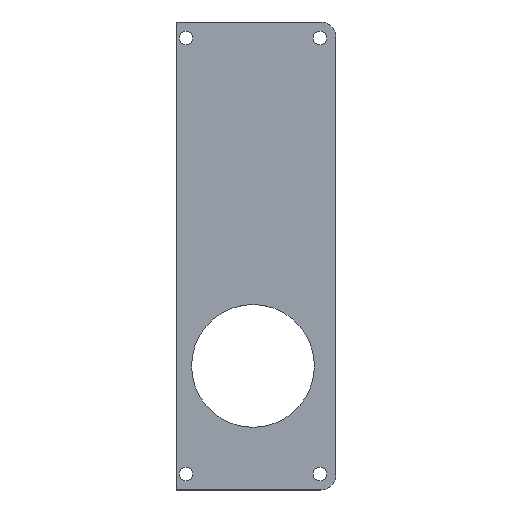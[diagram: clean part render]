
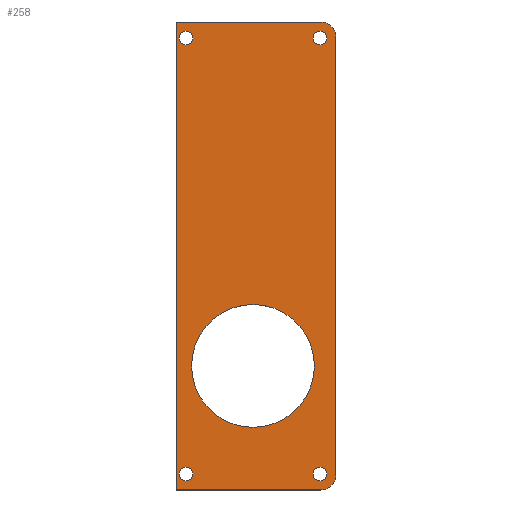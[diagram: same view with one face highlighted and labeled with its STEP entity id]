
A CAD part, top view. The second image highlights one B-rep face of the part: STEP entity #258.
In plain terms, the highlighted planar face has unit normal (0, 0, 1).
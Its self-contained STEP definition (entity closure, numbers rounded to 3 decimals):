
#15=FACE_BOUND('',#56,.T.);
#16=FACE_BOUND('',#57,.T.);
#17=FACE_BOUND('',#58,.T.);
#18=FACE_BOUND('',#59,.T.);
#19=FACE_BOUND('',#60,.T.);
#29=PLANE('',#299);
#42=FACE_OUTER_BOUND('',#55,.T.);
#55=EDGE_LOOP('',(#218,#219,#220,#221,#222,#223));
#56=EDGE_LOOP('',(#224));
#57=EDGE_LOOP('',(#225));
#58=EDGE_LOOP('',(#226));
#59=EDGE_LOOP('',(#227));
#60=EDGE_LOOP('',(#228));
#75=LINE('',#420,#94);
#79=LINE('',#432,#98);
#82=LINE('',#438,#101);
#85=LINE('',#442,#104);
#94=VECTOR('',#349,10.);
#98=VECTOR('',#361,10.);
#101=VECTOR('',#366,10.);
#104=VECTOR('',#371,10.);
#105=CIRCLE('',#275,10.);
#107=CIRCLE('',#278,1.1);
#109=CIRCLE('',#281,1.1);
#111=CIRCLE('',#284,1.1);
#113=CIRCLE('',#287,1.1);
#116=CIRCLE('',#291,2.5);
#118=CIRCLE('',#295,2.5);
#119=VERTEX_POINT('',#378);
#121=VERTEX_POINT('',#384);
#123=VERTEX_POINT('',#390);
#125=VERTEX_POINT('',#396);
#127=VERTEX_POINT('',#402);
#131=VERTEX_POINT('',#411);
#132=VERTEX_POINT('',#413);
#134=VERTEX_POINT('',#419);
#136=VERTEX_POINT('',#425);
#138=VERTEX_POINT('',#431);
#140=VERTEX_POINT('',#437);
#141=EDGE_CURVE('',#119,#119,#105,.T.);
#144=EDGE_CURVE('',#121,#121,#107,.T.);
#147=EDGE_CURVE('',#123,#123,#109,.T.);
#150=EDGE_CURVE('',#125,#125,#111,.T.);
#153=EDGE_CURVE('',#127,#127,#113,.T.);
#158=EDGE_CURVE('',#132,#131,#116,.T.);
#161=EDGE_CURVE('',#134,#132,#75,.T.);
#164=EDGE_CURVE('',#136,#134,#118,.T.);
#167=EDGE_CURVE('',#138,#136,#79,.T.);
#170=EDGE_CURVE('',#140,#138,#82,.T.);
#173=EDGE_CURVE('',#131,#140,#85,.T.);
#218=ORIENTED_EDGE('',*,*,#173,.T.);
#219=ORIENTED_EDGE('',*,*,#170,.T.);
#220=ORIENTED_EDGE('',*,*,#167,.T.);
#221=ORIENTED_EDGE('',*,*,#164,.T.);
#222=ORIENTED_EDGE('',*,*,#161,.T.);
#223=ORIENTED_EDGE('',*,*,#158,.T.);
#224=ORIENTED_EDGE('',*,*,#153,.T.);
#225=ORIENTED_EDGE('',*,*,#150,.T.);
#226=ORIENTED_EDGE('',*,*,#147,.T.);
#227=ORIENTED_EDGE('',*,*,#144,.T.);
#228=ORIENTED_EDGE('',*,*,#141,.T.);
#258=ADVANCED_FACE('',(#42,#15,#16,#17,#18,#19),#29,.T.);
#275=AXIS2_PLACEMENT_3D('',#379,#305,#306);
#278=AXIS2_PLACEMENT_3D('',#385,#312,#313);
#281=AXIS2_PLACEMENT_3D('',#391,#319,#320);
#284=AXIS2_PLACEMENT_3D('',#397,#326,#327);
#287=AXIS2_PLACEMENT_3D('',#403,#333,#334);
#291=AXIS2_PLACEMENT_3D('',#414,#343,#344);
#295=AXIS2_PLACEMENT_3D('',#426,#355,#356);
#299=AXIS2_PLACEMENT_3D('',#443,#372,#373);
#305=DIRECTION('center_axis',(0.,0.,-1.));
#306=DIRECTION('ref_axis',(1.,0.,0.));
#312=DIRECTION('center_axis',(0.,0.,-1.));
#313=DIRECTION('ref_axis',(1.,0.,0.));
#319=DIRECTION('center_axis',(0.,0.,-1.));
#320=DIRECTION('ref_axis',(1.,0.,0.));
#326=DIRECTION('center_axis',(0.,0.,-1.));
#327=DIRECTION('ref_axis',(1.,0.,0.));
#333=DIRECTION('center_axis',(0.,0.,-1.));
#334=DIRECTION('ref_axis',(1.,0.,0.));
#343=DIRECTION('center_axis',(0.,0.,1.));
#344=DIRECTION('ref_axis',(1.,0.,0.));
#349=DIRECTION('',(0.,1.,0.));
#355=DIRECTION('center_axis',(0.,0.,1.));
#356=DIRECTION('ref_axis',(0.,-1.,0.));
#361=DIRECTION('',(1.,0.,0.));
#366=DIRECTION('',(0.,-1.,0.));
#371=DIRECTION('',(-1.,0.,0.));
#372=DIRECTION('center_axis',(0.,0.,1.));
#373=DIRECTION('ref_axis',(1.,0.,0.));
#378=CARTESIAN_POINT('',(-10.494,-17.9,1.6));
#379=CARTESIAN_POINT('Origin',(-0.494,-17.9,1.6));
#384=CARTESIAN_POINT('',(-12.481,-35.5,1.6));
#385=CARTESIAN_POINT('Origin',(-11.381,-35.5,1.6));
#390=CARTESIAN_POINT('',(-12.481,35.5,1.6));
#391=CARTESIAN_POINT('Origin',(-11.381,35.5,1.6));
#396=CARTESIAN_POINT('',(9.294,35.5,1.6));
#397=CARTESIAN_POINT('Origin',(10.394,35.5,1.6));
#402=CARTESIAN_POINT('',(9.294,-35.5,1.6));
#403=CARTESIAN_POINT('Origin',(10.394,-35.5,1.6));
#411=CARTESIAN_POINT('',(10.519,38.1,1.6));
#413=CARTESIAN_POINT('',(13.019,35.6,1.6));
#414=CARTESIAN_POINT('Origin',(10.519,35.6,1.6));
#419=CARTESIAN_POINT('',(13.019,-35.6,1.6));
#420=CARTESIAN_POINT('',(13.019,-35.6,1.6));
#425=CARTESIAN_POINT('',(10.519,-38.1,1.6));
#426=CARTESIAN_POINT('Origin',(10.519,-35.6,1.6));
#431=CARTESIAN_POINT('',(-13.019,-38.1,1.6));
#432=CARTESIAN_POINT('',(-13.019,-38.1,1.6));
#437=CARTESIAN_POINT('',(-13.019,38.1,1.6));
#438=CARTESIAN_POINT('',(-13.019,38.1,1.6));
#442=CARTESIAN_POINT('',(10.519,38.1,1.6));
#443=CARTESIAN_POINT('Origin',(0.,0.,1.6));
